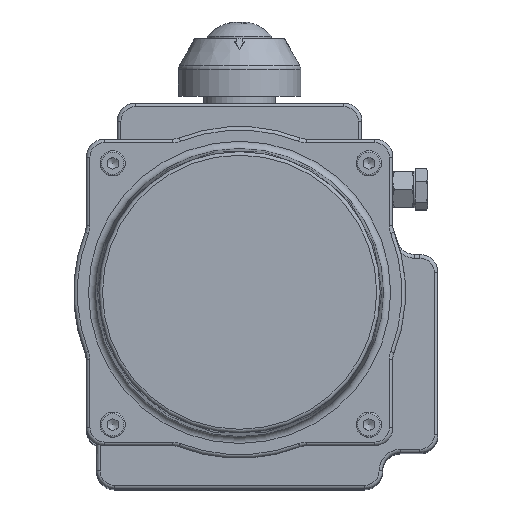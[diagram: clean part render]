
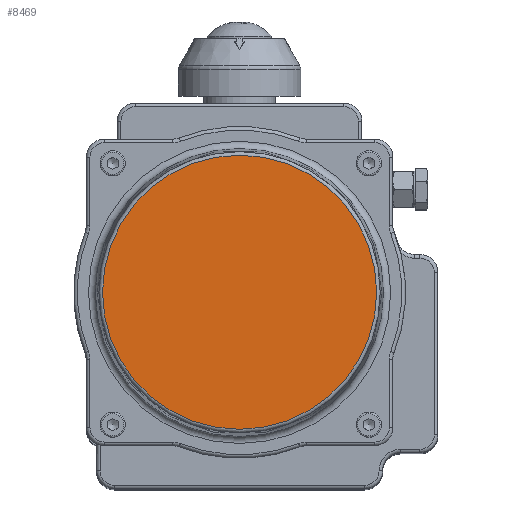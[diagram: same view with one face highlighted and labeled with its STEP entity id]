
A CAD part, top view. The second image highlights one B-rep face of the part: STEP entity #8469.
In plain terms, the highlighted planar face has unit normal (0, 0, 1).
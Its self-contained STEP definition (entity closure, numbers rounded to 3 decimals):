
#492=PLANE('',#9102);
#754=FACE_OUTER_BOUND('',#1269,.T.);
#1269=EDGE_LOOP('',(#5869));
#2981=CIRCLE('',#9101,38.008);
#3597=VERTEX_POINT('',#13430);
#4449=EDGE_CURVE('',#3597,#3597,#2981,.T.);
#5869=ORIENTED_EDGE('',*,*,#4449,.F.);
#8469=ADVANCED_FACE('',(#754),#492,.T.);
#9101=AXIS2_PLACEMENT_3D('',#13432,#10328,#10329);
#9102=AXIS2_PLACEMENT_3D('',#13433,#10330,#10331);
#10328=DIRECTION('center_axis',(0.,0.,-1.));
#10329=DIRECTION('ref_axis',(-1.,0.,0.));
#10330=DIRECTION('center_axis',(0.,0.,1.));
#10331=DIRECTION('ref_axis',(1.,0.,0.));
#13430=CARTESIAN_POINT('',(38.008,0.,108.));
#13432=CARTESIAN_POINT('Origin',(0.,0.,108.));
#13433=CARTESIAN_POINT('Origin',(0.,0.,108.));
